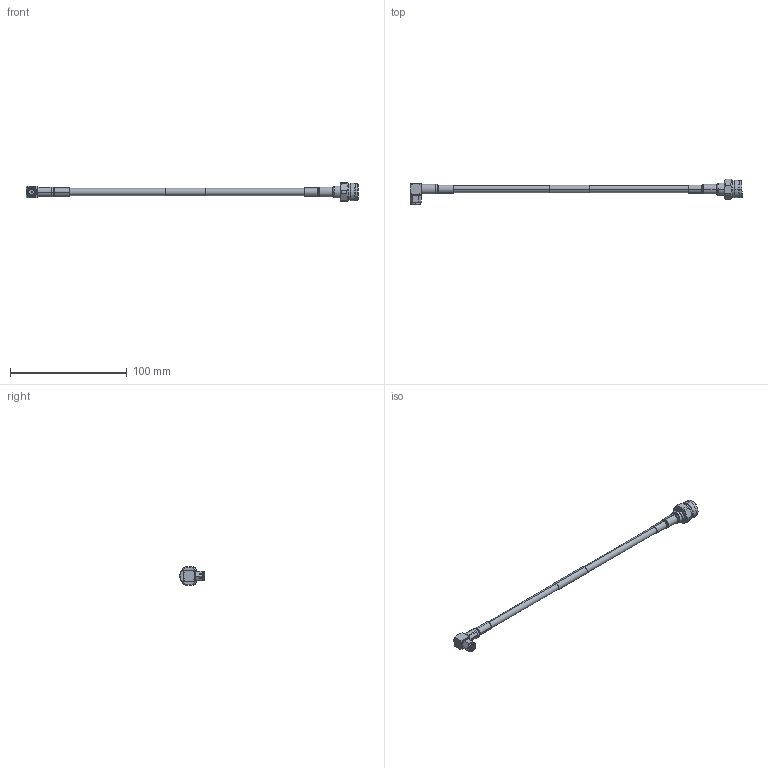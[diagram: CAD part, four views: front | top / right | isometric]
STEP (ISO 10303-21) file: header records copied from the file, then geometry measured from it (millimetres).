
FILE_DESCRIPTION (( 'STEP AP214' ), '1' );
FILE_NAME ('FMCA100251_3D.step', '2025-02-11T17:13:18', ( '' ), ( '' ), 'SwSTEP 2.0', 'SolidWorks 2022', '' );
FILE_SCHEMA (( 'AUTOMOTIVE_DESIGN' ));
Length unit declared in the file: inch
Products named in the file (8): Copy of TC-240-TM-X_c-contact^TC-240-TM-X_FMCA100251; Copy of TC-240-TM-X_ferrule^TC-240-TM-X_FMCA100251; Copy of TC-240-TM-X_insulator^TC-240-TM-X_FMCA100251; LMR-240-UF^FMCA100251_WITH LABEL; Copy of TC-240-TM-X_body^TC-240-TM-X_FMCA100251_WITH HS; PE44638^FMCA100251_WITH HS; TC-240-TM-X^FMCA100251; FMCA100251_3D
Assembly tree (7 placements, depth 3):
  FMCA100251_3D
    LMR-240-UF^FMCA100251_WITH LABEL
    PE44638^FMCA100251_WITH HS
    TC-240-TM-X^FMCA100251
      Copy of TC-240-TM-X_body^TC-240-TM-X_FMCA100251_WITH HS
      Copy of TC-240-TM-X_c-contact^TC-240-TM-X_FMCA100251
      Copy of TC-240-TM-X_insulator^TC-240-TM-X_FMCA100251
      Copy of TC-240-TM-X_ferrule^TC-240-TM-X_FMCA100251
Bounding box: 284.01 x 22.18 x 15.8 mm (x, y, z)
Volume: 12463.5 mm3; surface area: 12260 mm2
Topology: 6 solids, 14 shells, 813 faces, 1838 edges, 1078 vertices
Faces by surface type: bspline 320, cylinder 238, cone 150, plane 79, torus 26
Entity records: 26271 total; most frequent: CARTESIAN_POINT 10664, ORIENTED_EDGE 3668, DIRECTION 2380, EDGE_CURVE 1834, VERTEX_POINT 1078, AXIS2_PLACEMENT_3D 1028, EDGE_LOOP 854, ADVANCED_FACE 813
